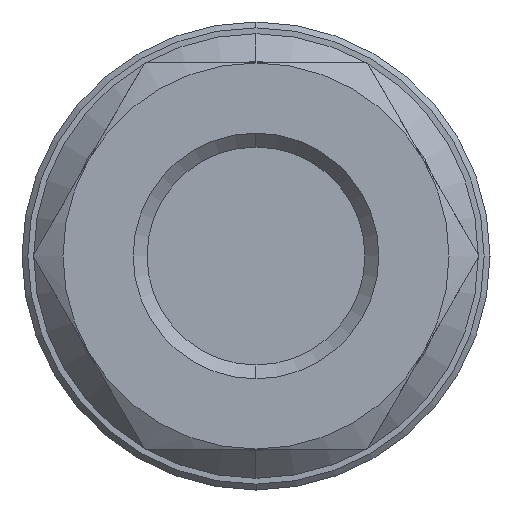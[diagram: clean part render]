
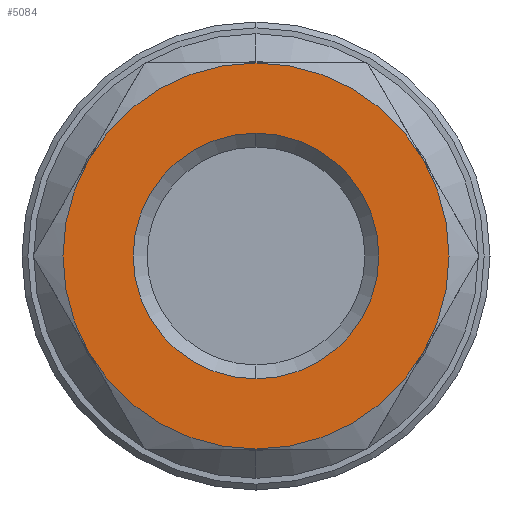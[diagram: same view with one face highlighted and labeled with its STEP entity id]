
A CAD part, left-side view. The second image highlights one B-rep face of the part: STEP entity #5084.
In plain terms, the highlighted planar face has unit normal (-1, 0, 0).
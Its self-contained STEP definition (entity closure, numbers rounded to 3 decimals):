
#176 = AXIS2_PLACEMENT_3D ( 'NONE', #1105, #1103, #1104 ) ;
#199 = AXIS2_PLACEMENT_3D ( 'NONE', #6575, #6577, #6574 ) ;
#618 = CIRCLE ( 'NONE', #176, 10.5 ) ;
#663 = FACE_OUTER_BOUND ( 'NONE', #3465, .T. ) ;
#664 = FACE_BOUND ( 'NONE', #3396, .T. ) ;
#1103 = DIRECTION ( 'NONE',  ( 1., 0., 0. ) ) ;
#1104 = DIRECTION ( 'NONE',  ( 0., 0., 1. ) ) ;
#1105 = CARTESIAN_POINT ( 'NONE',  ( 0., 0., 0. ) ) ;
#1217 = EDGE_CURVE ( 'NONE', #2422, #2905, #5223, .T. ) ;
#1223 = EDGE_CURVE ( 'NONE', #2717, #2422, #5231, .T. ) ;
#1234 = EDGE_CURVE ( 'NONE', #2905, #2358, #5237, .T. ) ;
#1826 = EDGE_CURVE ( 'NONE', #2438, #2846, #7043, .T. ) ;
#1855 = EDGE_CURVE ( 'NONE', #2358, #2438, #7054, .T. ) ;
#1867 = EDGE_CURVE ( 'NONE', #2846, #2717, #7060, .T. ) ;
#1872 = EDGE_CURVE ( 'NONE', #8427, #2439, #7061, .T. ) ;
#2324 = CARTESIAN_POINT ( 'NONE',  ( 0., 0., 0. ) ) ;
#2358 = VERTEX_POINT ( 'NONE', #3067 ) ;
#2391 = DIRECTION ( 'NONE',  ( 0., 0., -1. ) ) ;
#2422 = VERTEX_POINT ( 'NONE', #3297 ) ;
#2426 = DIRECTION ( 'NONE',  ( 1., 0., 0. ) ) ;
#2438 = VERTEX_POINT ( 'NONE', #3294 ) ;
#2439 = VERTEX_POINT ( 'NONE', #3295 ) ;
#2490 = DIRECTION ( 'NONE',  ( 0., 0., -1. ) ) ;
#2508 = DIRECTION ( 'NONE',  ( 1., 0., 0. ) ) ;
#2636 = CARTESIAN_POINT ( 'NONE',  ( 0., 0., 0. ) ) ;
#2717 = VERTEX_POINT ( 'NONE', #3211 ) ;
#2782 = DIRECTION ( 'NONE',  ( 0., 0., -1. ) ) ;
#2846 = VERTEX_POINT ( 'NONE', #3216 ) ;
#2862 = CARTESIAN_POINT ( 'NONE',  ( 0., 0., 0. ) ) ;
#2905 = VERTEX_POINT ( 'NONE', #3168 ) ;
#2920 = DIRECTION ( 'NONE',  ( 1., 0., 0. ) ) ;
#3047 = DIRECTION ( 'NONE',  ( 1., 0., 0. ) ) ;
#3067 = CARTESIAN_POINT ( 'NONE',  ( 0., -14.289, 8.25 ) ) ;
#3089 = DIRECTION ( 'NONE',  ( 1., 0., 0. ) ) ;
#3098 = CARTESIAN_POINT ( 'NONE',  ( 0., 0., 0. ) ) ;
#3130 = CARTESIAN_POINT ( 'NONE',  ( 0., 0., 0. ) ) ;
#3153 = CARTESIAN_POINT ( 'NONE',  ( 0., 0., 0. ) ) ;
#3168 = CARTESIAN_POINT ( 'NONE',  ( 0., 0., 16.5 ) ) ;
#3177 = DIRECTION ( 'NONE',  ( 0., 0., -1. ) ) ;
#3211 = CARTESIAN_POINT ( 'NONE',  ( 0., 14.289, -8.25 ) ) ;
#3216 = CARTESIAN_POINT ( 'NONE',  ( 0., 0., -16.5 ) ) ;
#3235 = DIRECTION ( 'NONE',  ( 0., 0., -1. ) ) ;
#3266 = CARTESIAN_POINT ( 'NONE',  ( 0., 0., 0. ) ) ;
#3271 = DIRECTION ( 'NONE',  ( 0., 0., -1. ) ) ;
#3275 = DIRECTION ( 'NONE',  ( 1., 0., 0. ) ) ;
#3294 = CARTESIAN_POINT ( 'NONE',  ( 0., -14.289, -8.25 ) ) ;
#3295 = CARTESIAN_POINT ( 'NONE',  ( 0., 0., 10.5 ) ) ;
#3297 = CARTESIAN_POINT ( 'NONE',  ( 0., 14.289, 8.25 ) ) ;
#3321 = DIRECTION ( 'NONE',  ( 1., 0., 0. ) ) ;
#3326 = DIRECTION ( 'NONE',  ( 0., 0., 1. ) ) ;
#3396 = EDGE_LOOP ( 'NONE', ( #5973, #5974 ) ) ;
#3465 = EDGE_LOOP ( 'NONE', ( #5967, #5968, #5969, #5970, #5971, #5972 ) ) ;
#3845 = AXIS2_PLACEMENT_3D ( 'NONE', #3130, #3047, #3271 ) ;
#3854 = AXIS2_PLACEMENT_3D ( 'NONE', #3153, #3089, #3177 ) ;
#3858 = AXIS2_PLACEMENT_3D ( 'NONE', #3266, #3275, #3235 ) ;
#3859 = AXIS2_PLACEMENT_3D ( 'NONE', #3098, #3321, #3326 ) ;
#4259 = AXIS2_PLACEMENT_3D ( 'NONE', #2324, #2426, #2391 ) ;
#4262 = AXIS2_PLACEMENT_3D ( 'NONE', #2636, #2920, #2490 ) ;
#4268 = AXIS2_PLACEMENT_3D ( 'NONE', #2862, #2508, #2782 ) ;
#4758 = EDGE_CURVE ( 'NONE', #2439, #8427, #618, .T. ) ;
#5084 = ADVANCED_FACE ( 'NONE', ( #663, #664 ), #6578, .T. ) ;
#5223 = CIRCLE ( 'NONE', #4259, 16.5 ) ;
#5231 = CIRCLE ( 'NONE', #4262, 16.5 ) ;
#5237 = CIRCLE ( 'NONE', #4268, 16.5 ) ;
#5551 = CARTESIAN_POINT ( 'NONE',  ( 0., 0., -10.5 ) ) ;
#5967 = ORIENTED_EDGE ( 'NONE', *, *, #1855, .F. ) ;
#5968 = ORIENTED_EDGE ( 'NONE', *, *, #1234, .F. ) ;
#5969 = ORIENTED_EDGE ( 'NONE', *, *, #1217, .F. ) ;
#5970 = ORIENTED_EDGE ( 'NONE', *, *, #1223, .F. ) ;
#5971 = ORIENTED_EDGE ( 'NONE', *, *, #1867, .F. ) ;
#5972 = ORIENTED_EDGE ( 'NONE', *, *, #1826, .F. ) ;
#5973 = ORIENTED_EDGE ( 'NONE', *, *, #4758, .T. ) ;
#5974 = ORIENTED_EDGE ( 'NONE', *, *, #1872, .T. ) ;
#6574 = DIRECTION ( 'NONE',  ( 0., 0., 1. ) ) ;
#6575 = CARTESIAN_POINT ( 'NONE',  ( 0., 16.5, 0. ) ) ;
#6577 = DIRECTION ( 'NONE',  ( -1., 0., 0. ) ) ;
#6578 = PLANE ( 'NONE',  #199 ) ;
#7043 = CIRCLE ( 'NONE', #3845, 16.5 ) ;
#7054 = CIRCLE ( 'NONE', #3854, 16.5 ) ;
#7060 = CIRCLE ( 'NONE', #3858, 16.5 ) ;
#7061 = CIRCLE ( 'NONE', #3859, 10.5 ) ;
#8427 = VERTEX_POINT ( 'NONE', #5551 ) ;
